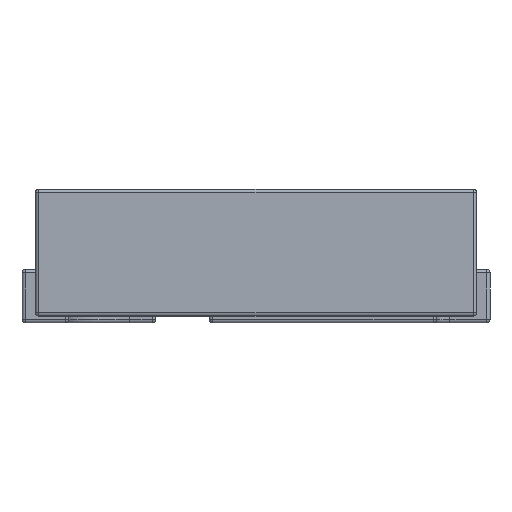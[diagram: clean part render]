
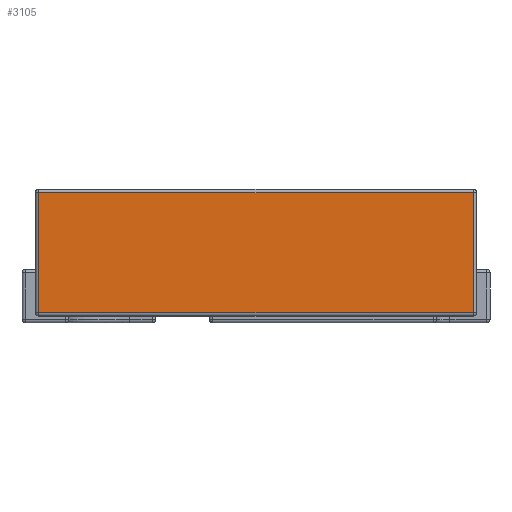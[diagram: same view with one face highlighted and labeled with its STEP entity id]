
A CAD part, front view. The second image highlights one B-rep face of the part: STEP entity #3105.
In plain terms, the highlighted planar face has unit normal (0, -1, 0).
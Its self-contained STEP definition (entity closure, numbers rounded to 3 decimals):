
#118=PLANE('',#3407);
#186=LINE('',#4998,#389);
#187=LINE('',#5006,#390);
#192=LINE('',#5033,#395);
#193=LINE('',#5035,#396);
#389=VECTOR('',#3910,3.25);
#390=VECTOR('',#3921,0.9);
#395=VECTOR('',#3954,0.9);
#396=VECTOR('',#3957,3.25);
#721=FACE_OUTER_BOUND('',#950,.T.);
#950=EDGE_LOOP('',(#2303,#2304,#2305,#2306));
#1393=VERTEX_POINT('',#4977);
#1400=VERTEX_POINT('',#4993);
#1401=VERTEX_POINT('',#5000);
#1410=VERTEX_POINT('',#5028);
#1680=EDGE_CURVE('',#1393,#1400,#186,.T.);
#1684=EDGE_CURVE('',#1401,#1393,#187,.T.);
#1698=EDGE_CURVE('',#1400,#1410,#192,.T.);
#1699=EDGE_CURVE('',#1410,#1401,#193,.T.);
#2303=ORIENTED_EDGE('',*,*,#1680,.F.);
#2304=ORIENTED_EDGE('',*,*,#1684,.F.);
#2305=ORIENTED_EDGE('',*,*,#1699,.F.);
#2306=ORIENTED_EDGE('',*,*,#1698,.F.);
#3105=ADVANCED_FACE('',(#721),#118,.T.);
#3407=AXIS2_PLACEMENT_3D('',#5165,#4046,#4047);
#3910=DIRECTION('',(-1.,0.,0.));
#3921=DIRECTION('',(0.,0.,-1.));
#3954=DIRECTION('',(0.,0.,1.));
#3957=DIRECTION('',(1.,0.,0.));
#4046=DIRECTION('center_axis',(0.,-1.,0.));
#4047=DIRECTION('ref_axis',(1.,0.,0.));
#4977=CARTESIAN_POINT('',(1.625,-1.4,0.025));
#4993=CARTESIAN_POINT('',(-1.625,-1.4,0.025));
#4998=CARTESIAN_POINT('',(-0.825,-1.4,0.025));
#5000=CARTESIAN_POINT('',(1.625,-1.4,0.925));
#5006=CARTESIAN_POINT('',(1.625,-1.4,0.));
#5028=CARTESIAN_POINT('',(-1.625,-1.4,0.925));
#5033=CARTESIAN_POINT('',(-1.625,-1.4,0.));
#5035=CARTESIAN_POINT('',(-0.825,-1.4,0.925));
#5165=CARTESIAN_POINT('Origin',(-1.65,-1.4,0.));
